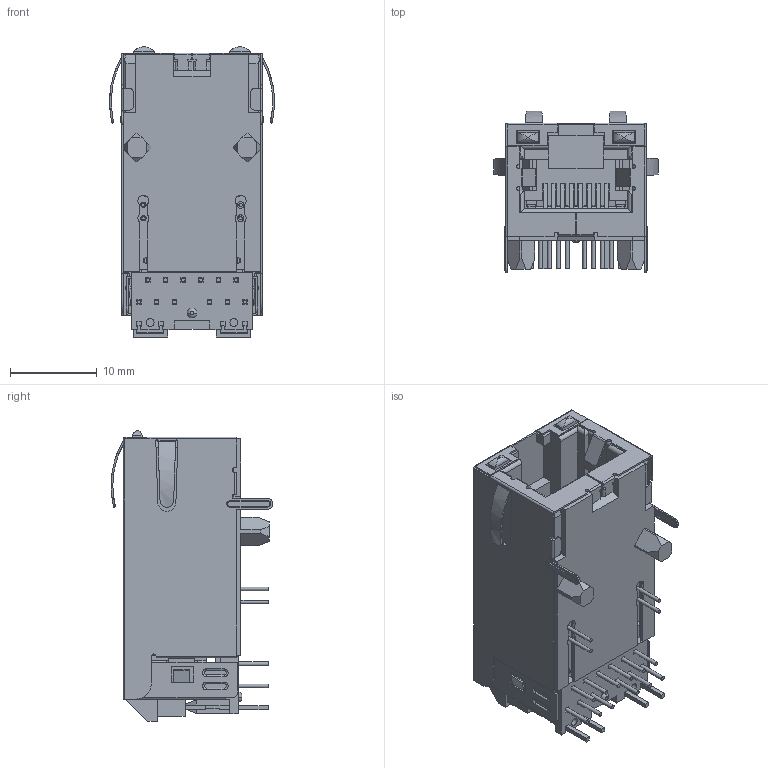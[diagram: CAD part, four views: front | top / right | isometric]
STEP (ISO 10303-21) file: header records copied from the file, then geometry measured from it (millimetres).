
FILE_DESCRIPTION(/* description */ ('STEP AP214'),/* implementation_level */ '2;1');
FILE_NAME(/* name */ '0826-1X1T-HT-F',/* time_stamp */ '2024-01-30T17:42:05+01:00',/* author */ ('License CC BY-ND 4.0'),/* organization */ ('CADENAS'),/* preprocessor_version */ 'ST-DEVELOPER v19.3',/* originating_system */ 'PARTsolutions',/* authorisation */ ' ');
FILE_SCHEMA (('AUTOMOTIVE_DESIGN {1 0 10303 214 3 1 1}'));
Products named in the file (19): 0826-1X1T-HT-F; 0826-1X1T-HT-F_PART1; 0826-1X1T-HT-F_PART2; 0826-1X1T-HT-F_PART3; 0826-1X1T-HT-F_PART4; 0826-1X1T-HT-F_PART5; 0826-1X1T-HT-F_PART6; 0826-1X1T-HT-F_PART7; 0826-1X1T-HT-F_PART8; 0826-1X1T-HT-F_PART9; 0826-1X1T-HT-F_PART10; 0826-1X1T-HT-F_PART11; 0826-1X1T-HT-F_PART12; 0826-1X1T-HT-F_PART13; 0826-1X1T-HT-F_PART14; 0826-1X1T-HT-F_PART15; 0826-1X1T-HT-F_PART16; 0826-1X1T-HT-F_PART17; 0826-1X1T-HT-F_PART18
Assembly tree (18 placements, depth 2):
  0826-1X1T-HT-F
    0826-1X1T-HT-F_PART1
    0826-1X1T-HT-F_PART2
    0826-1X1T-HT-F_PART3
    0826-1X1T-HT-F_PART4
    0826-1X1T-HT-F_PART5
    0826-1X1T-HT-F_PART6
    0826-1X1T-HT-F_PART7
    0826-1X1T-HT-F_PART8
    0826-1X1T-HT-F_PART9
    0826-1X1T-HT-F_PART10
    0826-1X1T-HT-F_PART11
    0826-1X1T-HT-F_PART12
    0826-1X1T-HT-F_PART13
    0826-1X1T-HT-F_PART14
    0826-1X1T-HT-F_PART15
    0826-1X1T-HT-F_PART16
    0826-1X1T-HT-F_PART17
    0826-1X1T-HT-F_PART18
Bounding box: 19 x 18.64 x 33.4 mm (x, y, z)
Volume: 3066.3 mm3; surface area: 10165.8 mm2
Topology: 18 solids, 18 shells, 2151 faces, 5784 edges, 3735 vertices
Faces by surface type: plane 1502, cylinder 536, torus 60, bspline 34, sphere 16, cone 3
Full cylindrical faces by diameter (mm): 0.406 x12, 0.457 x12, 0.61 x4, 0.762 x20, 0.914 x2, 1.016 x2, 1.27 x4, 1.524 x1
Entity records: 67570 total; most frequent: CARTESIAN_POINT 13267, ORIENTED_EDGE 11270, DIRECTION 10975, EDGE_CURVE 5635, LINE 4321, VECTOR 4321, VERTEX_POINT 3661, AXIS2_PLACEMENT_3D 3327
